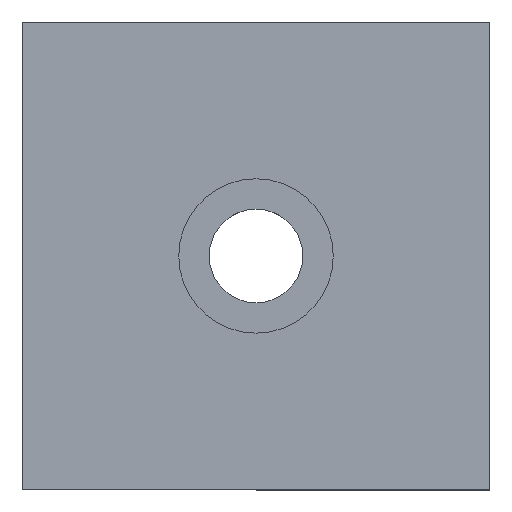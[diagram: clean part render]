
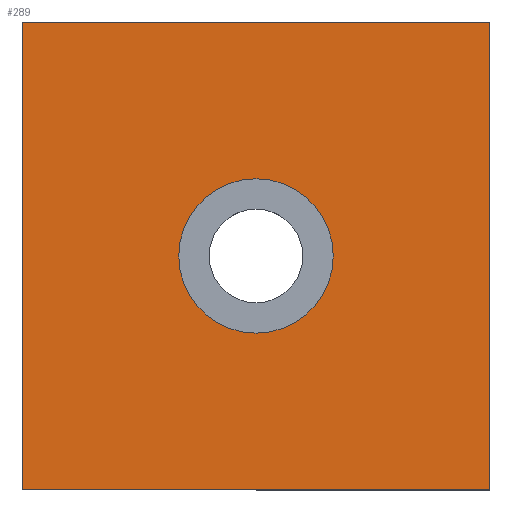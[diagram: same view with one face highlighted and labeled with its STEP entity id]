
A CAD part, top view. The second image highlights one B-rep face of the part: STEP entity #289.
In plain terms, the highlighted planar face has unit normal (0, 0, 1).
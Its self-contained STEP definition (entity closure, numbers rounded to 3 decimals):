
#101=CARTESIAN_POINT('',(16.5,0.0,5.0));
#102=VERTEX_POINT('',#101);
#103=CARTESIAN_POINT('',(0.0,0.0,5.0));
#104=DIRECTION('',(0.0,0.0,-1.0));
#105=DIRECTION('',(1.0,0.0,0.0));
#106=AXIS2_PLACEMENT_3D('',#103,#104,#105);
#107=CIRCLE('',#106,16.5);
#108=EDGE_CURVE('',#102,#102,#107,.T.);
#184=CARTESIAN_POINT('',(50.,50.,5.0));
#185=VERTEX_POINT('',#184);
#186=CARTESIAN_POINT('',(50.,-50.,5.0));
#187=VERTEX_POINT('',#186);
#188=CARTESIAN_POINT('',(50.,50.,5.0));
#189=DIRECTION('',(0.0,-1.0,0.0));
#190=VECTOR('',#189,100.);
#191=LINE('',#188,#190);
#192=EDGE_CURVE('',#185,#187,#191,.T.);
#215=CARTESIAN_POINT('',(-50.0,-50.0,5.0));
#216=VERTEX_POINT('',#215);
#217=CARTESIAN_POINT('',(50.,-50.,5.0));
#218=DIRECTION('',(-1.0,0.0,0.0));
#219=VECTOR('',#218,100.0);
#220=LINE('',#217,#219);
#221=EDGE_CURVE('',#187,#216,#220,.T.);
#239=CARTESIAN_POINT('',(-50.,50.,5.0));
#240=VERTEX_POINT('',#239);
#241=CARTESIAN_POINT('',(-50.0,-50.0,5.0));
#242=DIRECTION('',(0.0,1.0,0.0));
#243=VECTOR('',#242,100.0);
#244=LINE('',#241,#243);
#245=EDGE_CURVE('',#216,#240,#244,.T.);
#263=CARTESIAN_POINT('',(-50.,50.,5.0));
#264=DIRECTION('',(1.0,0.0,0.0));
#265=VECTOR('',#264,100.0);
#266=LINE('',#263,#265);
#267=EDGE_CURVE('',#240,#185,#266,.T.);
#275=CARTESIAN_POINT('',(0.,0.,5.0));
#276=DIRECTION('',(0.0,0.0,1.0));
#277=DIRECTION('',(1.0,0.0,0.0));
#278=AXIS2_PLACEMENT_3D('',#275,#276,#277);
#279=PLANE('',#278);
#280=ORIENTED_EDGE('',*,*,#192,.F.);
#281=ORIENTED_EDGE('',*,*,#267,.F.);
#282=ORIENTED_EDGE('',*,*,#245,.F.);
#283=ORIENTED_EDGE('',*,*,#221,.F.);
#284=EDGE_LOOP('',(#280,#281,#282,#283));
#285=FACE_OUTER_BOUND('',#284,.T.);
#286=ORIENTED_EDGE('',*,*,#108,.T.);
#287=EDGE_LOOP('',(#286));
#288=FACE_BOUND('',#287,.T.);
#289=ADVANCED_FACE('',(#285,#288),#279,.T.);
